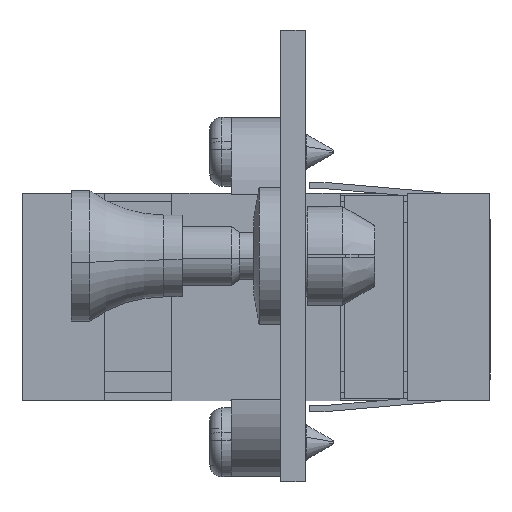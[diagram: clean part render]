
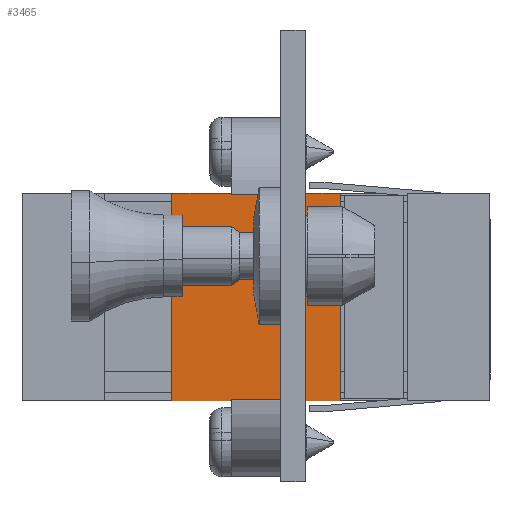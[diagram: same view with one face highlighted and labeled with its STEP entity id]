
A CAD part, left-side view. The second image highlights one B-rep face of the part: STEP entity #3465.
In plain terms, the highlighted face is planar.
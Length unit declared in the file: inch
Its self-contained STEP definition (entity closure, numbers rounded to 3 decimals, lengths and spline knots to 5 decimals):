
#3451 = ORIENTED_EDGE ( 'NONE', *, *, #3452, .T. ) ;
#3452 = EDGE_CURVE ( 'NONE', #3580, #3453, #6387, .T. ) ;
#3453 = VERTEX_POINT ( 'NONE', #6383 ) ;
#3457 = EDGE_CURVE ( 'NONE', #3575, #3573, #6376, .T. ) ;
#3458 = ORIENTED_EDGE ( 'NONE', *, *, #3459, .F. ) ;
#3459 = EDGE_CURVE ( 'NONE', #3581, #3575, #6294, .T. ) ;
#3465 = ADVANCED_FACE ( 'NONE', ( #6397 ), #6396, .F. ) ;
#3499 = ORIENTED_EDGE ( 'NONE', *, *, #3500, .F. ) ;
#3500 = EDGE_CURVE ( 'NONE', #3558, #3642, #6367, .T. ) ;
#3501 = EDGE_LOOP ( 'NONE', ( #3578, #3451, #3634, #3637, #3640, #3499, #3559, #3566, #3568, #3571, #3574, #3458 ) ) ;
#3558 = VERTEX_POINT ( 'NONE', #6661 ) ;
#3559 = ORIENTED_EDGE ( 'NONE', *, *, #3560, .T. ) ;
#3560 = EDGE_CURVE ( 'NONE', #3558, #3561, #6589, .T. ) ;
#3561 = VERTEX_POINT ( 'NONE', #6585 ) ;
#3562 = VERTEX_POINT ( 'NONE', #6584 ) ;
#3566 = ORIENTED_EDGE ( 'NONE', *, *, #3567, .T. ) ;
#3567 = EDGE_CURVE ( 'NONE', #3561, #3562, #6578, .T. ) ;
#3568 = ORIENTED_EDGE ( 'NONE', *, *, #3569, .T. ) ;
#3569 = EDGE_CURVE ( 'NONE', #3562, #3570, #6574, .T. ) ;
#3570 = VERTEX_POINT ( 'NONE', #6570 ) ;
#3571 = ORIENTED_EDGE ( 'NONE', *, *, #3572, .T. ) ;
#3572 = EDGE_CURVE ( 'NONE', #3570, #3573, #6569, .T. ) ;
#3573 = VERTEX_POINT ( 'NONE', #6654 ) ;
#3574 = ORIENTED_EDGE ( 'NONE', *, *, #3457, .F. ) ;
#3575 = VERTEX_POINT ( 'NONE', #6653 ) ;
#3578 = ORIENTED_EDGE ( 'NONE', *, *, #3579, .F. ) ;
#3579 = EDGE_CURVE ( 'NONE', #3580, #3581, #6647, .T. ) ;
#3580 = VERTEX_POINT ( 'NONE', #6643 ) ;
#3581 = VERTEX_POINT ( 'NONE', #6642 ) ;
#3634 = ORIENTED_EDGE ( 'NONE', *, *, #3635, .F. ) ;
#3635 = EDGE_CURVE ( 'NONE', #3636, #3453, #6487, .T. ) ;
#3636 = VERTEX_POINT ( 'NONE', #6764 ) ;
#3637 = ORIENTED_EDGE ( 'NONE', *, *, #3638, .F. ) ;
#3638 = EDGE_CURVE ( 'NONE', #3639, #3636, #6875, .T. ) ;
#3639 = VERTEX_POINT ( 'NONE', #6709 ) ;
#3640 = ORIENTED_EDGE ( 'NONE', *, *, #3641, .T. ) ;
#3641 = EDGE_CURVE ( 'NONE', #3639, #3642, #6874, .T. ) ;
#3642 = VERTEX_POINT ( 'NONE', #6858 ) ;
#6291 = DIRECTION ( 'NONE',  ( 0., 1., 0. ) ) ;
#6292 = VECTOR ( 'NONE', #6291, 39.37008 ) ;
#6293 = CARTESIAN_POINT ( 'NONE',  ( 0.1875, -0.57, 0.2525 ) ) ;
#6294 = LINE ( 'NONE', #6293, #6292 ) ;
#6295 = DIRECTION ( 'NONE',  ( 0., 0., -1. ) ) ;
#6364 = DIRECTION ( 'NONE',  ( 0., -1., 0. ) ) ;
#6365 = VECTOR ( 'NONE', #6364, 39.37008 ) ;
#6366 = CARTESIAN_POINT ( 'NONE',  ( 0.1875, 0.57, -0.2525 ) ) ;
#6367 = LINE ( 'NONE', #6366, #6365 ) ;
#6374 = VECTOR ( 'NONE', #6295, 39.37008 ) ;
#6375 = CARTESIAN_POINT ( 'NONE',  ( 0.1875, -0.06, 0.2525 ) ) ;
#6376 = LINE ( 'NONE', #6375, #6374 ) ;
#6383 = CARTESIAN_POINT ( 'NONE',  ( 0.1875, -0.06, -0.2525 ) ) ;
#6384 = DIRECTION ( 'NONE',  ( 0., 1., 0. ) ) ;
#6385 = VECTOR ( 'NONE', #6384, 39.37008 ) ;
#6386 = CARTESIAN_POINT ( 'NONE',  ( 0.1875, -0.57, -0.2525 ) ) ;
#6387 = LINE ( 'NONE', #6386, #6385 ) ;
#6392 = DIRECTION ( 'NONE',  ( 0., 0., 1. ) ) ;
#6393 = DIRECTION ( 'NONE',  ( -1., 0., 0. ) ) ;
#6394 = CARTESIAN_POINT ( 'NONE',  ( 0.1875, 0.06, -0.25 ) ) ;
#6395 = AXIS2_PLACEMENT_3D ( 'NONE', #6394, #6393, #6392 ) ;
#6396 = PLANE ( 'NONE',  #6395 ) ;
#6397 = FACE_OUTER_BOUND ( 'NONE', #3501, .T. ) ;
#6478 = DIRECTION ( 'NONE',  ( 0., 0., -1. ) ) ;
#6479 = VECTOR ( 'NONE', #6478, 39.37008 ) ;
#6480 = CARTESIAN_POINT ( 'NONE',  ( 0.1875, -0.06, 0.2525 ) ) ;
#6487 = LINE ( 'NONE', #6480, #6479 ) ;
#6567 = VECTOR ( 'NONE', #6655, 39.37008 ) ;
#6568 = CARTESIAN_POINT ( 'NONE',  ( 0.1875, 0.06, 0.25 ) ) ;
#6569 = LINE ( 'NONE', #6568, #6567 ) ;
#6570 = CARTESIAN_POINT ( 'NONE',  ( 0.1875, 0.06, 0.25 ) ) ;
#6571 = DIRECTION ( 'NONE',  ( 0., 0., -1. ) ) ;
#6572 = VECTOR ( 'NONE', #6571, 39.37008 ) ;
#6573 = CARTESIAN_POINT ( 'NONE',  ( 0.1875, 0.06, 0.2525 ) ) ;
#6574 = LINE ( 'NONE', #6573, #6572 ) ;
#6575 = DIRECTION ( 'NONE',  ( 0., -1., 0. ) ) ;
#6576 = VECTOR ( 'NONE', #6575, 39.37008 ) ;
#6577 = CARTESIAN_POINT ( 'NONE',  ( 0.1875, 0.57, 0.2525 ) ) ;
#6578 = LINE ( 'NONE', #6577, #6576 ) ;
#6584 = CARTESIAN_POINT ( 'NONE',  ( 0.1875, 0.06, 0.2525 ) ) ;
#6585 = CARTESIAN_POINT ( 'NONE',  ( 0.1875, 0.205, 0.2525 ) ) ;
#6586 = DIRECTION ( 'NONE',  ( 0., 0., 1. ) ) ;
#6587 = VECTOR ( 'NONE', #6586, 39.37008 ) ;
#6588 = CARTESIAN_POINT ( 'NONE',  ( 0.1875, 0.205, 0.2325 ) ) ;
#6589 = LINE ( 'NONE', #6588, #6587 ) ;
#6642 = CARTESIAN_POINT ( 'NONE',  ( 0.1875, -0.205, 0.2525 ) ) ;
#6643 = CARTESIAN_POINT ( 'NONE',  ( 0.1875, -0.205, -0.2525 ) ) ;
#6644 = DIRECTION ( 'NONE',  ( 0., 0., 1. ) ) ;
#6645 = VECTOR ( 'NONE', #6644, 39.37008 ) ;
#6646 = CARTESIAN_POINT ( 'NONE',  ( 0.1875, -0.205, 0.2325 ) ) ;
#6647 = LINE ( 'NONE', #6646, #6645 ) ;
#6653 = CARTESIAN_POINT ( 'NONE',  ( 0.1875, -0.06, 0.2525 ) ) ;
#6654 = CARTESIAN_POINT ( 'NONE',  ( 0.1875, -0.06, 0.25 ) ) ;
#6655 = DIRECTION ( 'NONE',  ( 0., -1., 0. ) ) ;
#6661 = CARTESIAN_POINT ( 'NONE',  ( 0.1875, 0.205, -0.2525 ) ) ;
#6709 = CARTESIAN_POINT ( 'NONE',  ( 0.1875, 0.06, -0.25 ) ) ;
#6710 = DIRECTION ( 'NONE',  ( 0., -1., 0. ) ) ;
#6764 = CARTESIAN_POINT ( 'NONE',  ( 0.1875, -0.06, -0.25 ) ) ;
#6793 = VECTOR ( 'NONE', #6710, 39.37008 ) ;
#6794 = CARTESIAN_POINT ( 'NONE',  ( 0.1875, 0.06, -0.25 ) ) ;
#6858 = CARTESIAN_POINT ( 'NONE',  ( 0.1875, 0.06, -0.2525 ) ) ;
#6859 = VECTOR ( 'NONE', #6872, 39.37008 ) ;
#6872 = DIRECTION ( 'NONE',  ( 0., 0., -1. ) ) ;
#6873 = CARTESIAN_POINT ( 'NONE',  ( 0.1875, 0.06, 0.2525 ) ) ;
#6874 = LINE ( 'NONE', #6873, #6859 ) ;
#6875 = LINE ( 'NONE', #6794, #6793 ) ;
